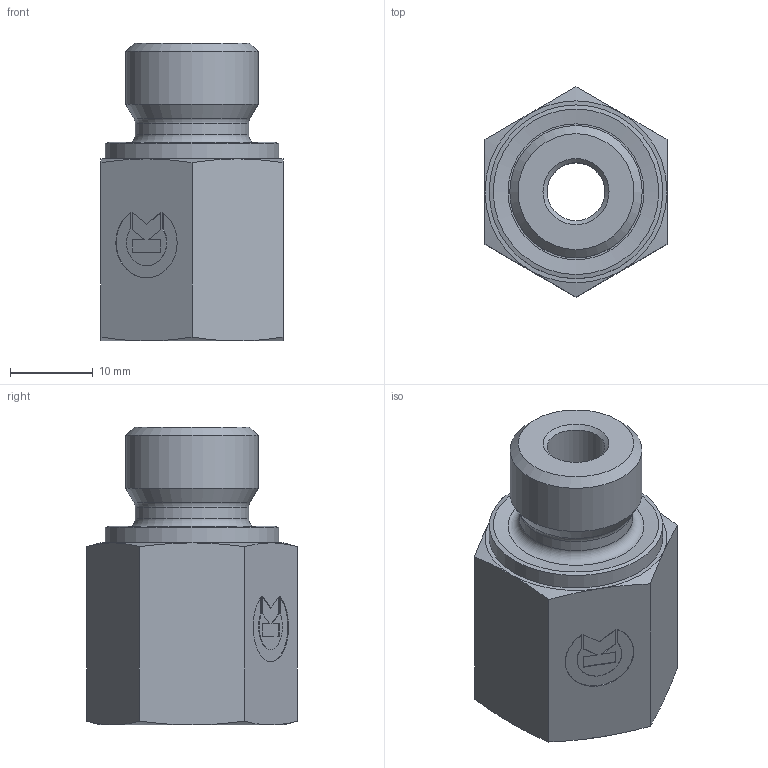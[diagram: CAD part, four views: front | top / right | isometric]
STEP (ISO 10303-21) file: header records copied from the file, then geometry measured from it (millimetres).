
FILE_DESCRIPTION((''),'2;1');
FILE_NAME('714011614.stp','2014-09-02T12:16:38',(''),('KNOMI spol. s r. o.'),'Autodesk Inventor 2012','Autodesk Inventor 2012','');
FILE_SCHEMA(('AUTOMOTIVE_DESIGN { 1 2 10303 214 0 1 1 1 }'));
Length unit declared in the file: millimetre
Products named in the file (1): RIBM  M16-M14
Bounding box: 22 x 25.4 x 36 mm (x, y, z)
Volume: 9253.9 mm3; surface area: 4195.3 mm2
Topology: 1 solids, 1 shells, 70 faces, 167 edges, 105 vertices
Faces by surface type: plane 40, cone 19, cylinder 9, torus 2
Full cylindrical faces by diameter (mm): 7 x1, 12.376 x1, 13.7 x1, 16 x1, 21 x1
Entity records: 1896 total; most frequent: CARTESIAN_POINT 369, DIRECTION 304, ORIENTED_EDGE 298, EDGE_CURVE 149, AXIS2_PLACEMENT_3D 108, VERTEX_POINT 101, EDGE_LOOP 92, VECTOR 88
